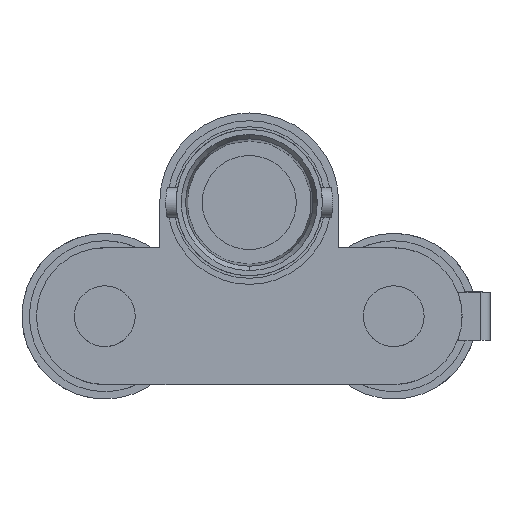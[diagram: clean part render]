
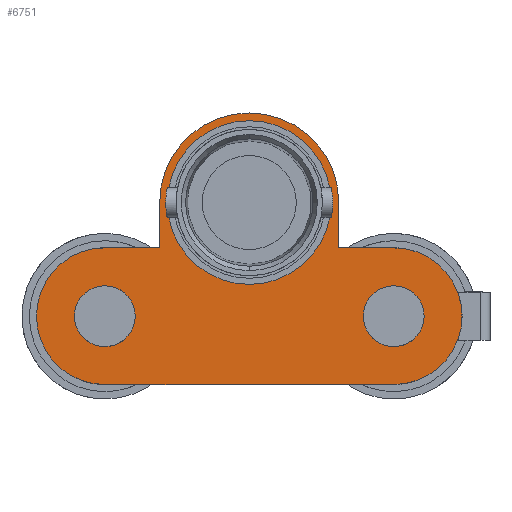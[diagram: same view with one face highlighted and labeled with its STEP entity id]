
A CAD part, front view. The second image highlights one B-rep face of the part: STEP entity #6751.
In plain terms, the highlighted planar face has unit normal (0, -1, 0).
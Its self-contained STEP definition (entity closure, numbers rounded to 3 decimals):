
#40 = CIRCLE ( 'NONE', #4765, 5.397 ) ;
#162 = CARTESIAN_POINT ( 'NONE',  ( -19.05, -10.795, -4.508 ) ) ;
#212 = VERTEX_POINT ( 'NONE', #4686 ) ;
#214 = VERTEX_POINT ( 'NONE', #8622 ) ;
#448 = VECTOR ( 'NONE', #11119, 1000. ) ;
#519 = DIRECTION ( 'NONE',  ( 0., 0., -1. ) ) ;
#524 = AXIS2_PLACEMENT_3D ( 'NONE', #9994, #3999, #1288 ) ;
#654 = EDGE_CURVE ( 'NONE', #214, #212, #8556, .T. ) ;
#869 = DIRECTION ( 'NONE',  ( 0., -1., 0. ) ) ;
#952 = DIRECTION ( 'NONE',  ( 0., -1., 0. ) ) ;
#1032 = VERTEX_POINT ( 'NONE', #5176 ) ;
#1050 = VERTEX_POINT ( 'NONE', #11107 ) ;
#1247 = AXIS2_PLACEMENT_3D ( 'NONE', #6944, #6743, #11709 ) ;
#1288 = DIRECTION ( 'NONE',  ( 0., 0., 1. ) ) ;
#1337 = EDGE_CURVE ( 'NONE', #4637, #10594, #1622, .T. ) ;
#1441 = ORIENTED_EDGE ( 'NONE', *, *, #5611, .F. ) ;
#1581 = DIRECTION ( 'NONE',  ( 0., 0., -1. ) ) ;
#1622 = LINE ( 'NONE', #9433, #3276 ) ;
#1694 = AXIS2_PLACEMENT_3D ( 'NONE', #7780, #12737, #6943 ) ;
#1718 = ORIENTED_EDGE ( 'NONE', *, *, #11144, .F. ) ;
#1755 = CARTESIAN_POINT ( 'NONE',  ( 0., -10.795, 4.508 ) ) ;
#1792 = CARTESIAN_POINT ( 'NONE',  ( -15.431, -10.795, 4.508 ) ) ;
#1951 = ORIENTED_EDGE ( 'NONE', *, *, #9090, .T. ) ;
#2003 = VECTOR ( 'NONE', #519, 1000. ) ;
#2013 = ORIENTED_EDGE ( 'NONE', *, *, #10916, .F. ) ;
#2048 = ORIENTED_EDGE ( 'NONE', *, *, #9265, .T. ) ;
#2137 = DIRECTION ( 'NONE',  ( 0., 0., 1. ) ) ;
#2310 = CIRCLE ( 'NONE', #1694, 2.007 ) ;
#2405 = DIRECTION ( 'NONE',  ( -1., 0., 0. ) ) ;
#2409 = EDGE_CURVE ( 'NONE', #10594, #1032, #3520, .T. ) ;
#2537 = ORIENTED_EDGE ( 'NONE', *, *, #2409, .F. ) ;
#2788 = AXIS2_PLACEMENT_3D ( 'NONE', #10222, #8405, #10284 ) ;
#2988 = AXIS2_PLACEMENT_3D ( 'NONE', #9019, #8046, #10828 ) ;
#3046 = EDGE_CURVE ( 'NONE', #9183, #8947, #40, .T. ) ;
#3141 = CARTESIAN_POINT ( 'NONE',  ( -9.525, -10.795, 12.89 ) ) ;
#3276 = VECTOR ( 'NONE', #2405, 1000. ) ;
#3303 = EDGE_CURVE ( 'NONE', #212, #4637, #5865, .T. ) ;
#3424 = EDGE_CURVE ( 'NONE', #8947, #9183, #10177, .T. ) ;
#3443 = EDGE_LOOP ( 'NONE', ( #5493, #2048, #1951, #4069, #1441, #2537, #6501, #5060 ) ) ;
#3481 = VECTOR ( 'NONE', #4875, 1000. ) ;
#3520 = CIRCLE ( 'NONE', #1247, 4.508 ) ;
#3523 = CARTESIAN_POINT ( 'NONE',  ( -3.62, -10.795, 7.493 ) ) ;
#3681 = CIRCLE ( 'NONE', #4297, 2.007 ) ;
#3740 = AXIS2_PLACEMENT_3D ( 'NONE', #9224, #7207, #5273 ) ;
#3783 = DIRECTION ( 'NONE',  ( 0., 0., -1. ) ) ;
#3999 = DIRECTION ( 'NONE',  ( 0., -1., 0. ) ) ;
#4004 = PLANE ( 'NONE',  #8172 ) ;
#4069 = ORIENTED_EDGE ( 'NONE', *, *, #6797, .T. ) ;
#4126 = DIRECTION ( 'NONE',  ( 0., 1., 0. ) ) ;
#4297 = AXIS2_PLACEMENT_3D ( 'NONE', #5439, #5500, #1581 ) ;
#4388 = EDGE_LOOP ( 'NONE', ( #6044, #9635 ) ) ;
#4436 = VECTOR ( 'NONE', #8459, 1000. ) ;
#4637 = VERTEX_POINT ( 'NONE', #7653 ) ;
#4686 = CARTESIAN_POINT ( 'NONE',  ( 0., -10.795, 4.508 ) ) ;
#4765 = AXIS2_PLACEMENT_3D ( 'NONE', #11806, #869, #6115 ) ;
#4875 = DIRECTION ( 'NONE',  ( 1., 0., 0. ) ) ;
#5060 = ORIENTED_EDGE ( 'NONE', *, *, #3303, .F. ) ;
#5176 = CARTESIAN_POINT ( 'NONE',  ( -19.05, -10.795, 4.508 ) ) ;
#5184 = EDGE_CURVE ( 'NONE', #1050, #7489, #8333, .T. ) ;
#5273 = DIRECTION ( 'NONE',  ( 0., 0., -1. ) ) ;
#5439 = CARTESIAN_POINT ( 'NONE',  ( 0., -10.795, 0. ) ) ;
#5493 = ORIENTED_EDGE ( 'NONE', *, *, #654, .F. ) ;
#5500 = DIRECTION ( 'NONE',  ( 0., -1., 0. ) ) ;
#5604 = ORIENTED_EDGE ( 'NONE', *, *, #3424, .F. ) ;
#5611 = EDGE_CURVE ( 'NONE', #1032, #9077, #6698, .T. ) ;
#5865 = CIRCLE ( 'NONE', #2988, 4.508 ) ;
#6044 = ORIENTED_EDGE ( 'NONE', *, *, #5184, .F. ) ;
#6115 = DIRECTION ( 'NONE',  ( 0., 0., 1. ) ) ;
#6368 = LINE ( 'NONE', #8311, #2003 ) ;
#6501 = ORIENTED_EDGE ( 'NONE', *, *, #1337, .F. ) ;
#6698 = LINE ( 'NONE', #1755, #4436 ) ;
#6743 = DIRECTION ( 'NONE',  ( 0., 1., 0. ) ) ;
#6751 = ADVANCED_FACE ( 'NONE', ( #10062, #7994, #8908, #6959 ), #4004, .F. ) ;
#6797 = EDGE_CURVE ( 'NONE', #11952, #9077, #6368, .T. ) ;
#6826 = VERTEX_POINT ( 'NONE', #8375 ) ;
#6943 = DIRECTION ( 'NONE',  ( 0., 0., -1. ) ) ;
#6944 = CARTESIAN_POINT ( 'NONE',  ( -19.05, -10.795, 0. ) ) ;
#6959 = FACE_BOUND ( 'NONE', #9005, .T. ) ;
#7207 = DIRECTION ( 'NONE',  ( 0., -1., 0. ) ) ;
#7489 = VERTEX_POINT ( 'NONE', #11353 ) ;
#7653 = CARTESIAN_POINT ( 'NONE',  ( 0., -10.795, -4.508 ) ) ;
#7780 = CARTESIAN_POINT ( 'NONE',  ( -19.05, -10.795, 0. ) ) ;
#7797 = CARTESIAN_POINT ( 'NONE',  ( -19.05, -10.795, 2.007 ) ) ;
#7994 = FACE_OUTER_BOUND ( 'NONE', #3443, .T. ) ;
#8046 = DIRECTION ( 'NONE',  ( 0., 1., 0. ) ) ;
#8172 = AXIS2_PLACEMENT_3D ( 'NONE', #11022, #4126, #2137 ) ;
#8311 = CARTESIAN_POINT ( 'NONE',  ( -15.431, -10.795, 7.493 ) ) ;
#8333 = CIRCLE ( 'NONE', #2788, 2.007 ) ;
#8375 = CARTESIAN_POINT ( 'NONE',  ( -19.05, -10.795, -2.007 ) ) ;
#8405 = DIRECTION ( 'NONE',  ( 0., -1., 0. ) ) ;
#8459 = DIRECTION ( 'NONE',  ( 1., 0., 0. ) ) ;
#8556 = LINE ( 'NONE', #9531, #3481 ) ;
#8573 = VERTEX_POINT ( 'NONE', #9764 ) ;
#8622 = CARTESIAN_POINT ( 'NONE',  ( -3.62, -10.795, 4.508 ) ) ;
#8684 = CARTESIAN_POINT ( 'NONE',  ( -9.525, -10.795, 7.493 ) ) ;
#8908 = FACE_BOUND ( 'NONE', #4388, .T. ) ;
#8947 = VERTEX_POINT ( 'NONE', #11200 ) ;
#9005 = EDGE_LOOP ( 'NONE', ( #2013, #1718 ) ) ;
#9019 = CARTESIAN_POINT ( 'NONE',  ( 0., -10.795, 0. ) ) ;
#9077 = VERTEX_POINT ( 'NONE', #1792 ) ;
#9090 = EDGE_CURVE ( 'NONE', #8573, #11952, #10333, .T. ) ;
#9183 = VERTEX_POINT ( 'NONE', #3141 ) ;
#9224 = CARTESIAN_POINT ( 'NONE',  ( -19.05, -10.795, 0. ) ) ;
#9232 = EDGE_LOOP ( 'NONE', ( #9392, #5604 ) ) ;
#9265 = EDGE_CURVE ( 'NONE', #214, #8573, #9454, .T. ) ;
#9392 = ORIENTED_EDGE ( 'NONE', *, *, #3046, .F. ) ;
#9433 = CARTESIAN_POINT ( 'NONE',  ( 0., -10.795, -4.508 ) ) ;
#9454 = LINE ( 'NONE', #3523, #448 ) ;
#9531 = CARTESIAN_POINT ( 'NONE',  ( 0., -10.795, 4.508 ) ) ;
#9556 = CARTESIAN_POINT ( 'NONE',  ( -15.431, -10.795, 7.493 ) ) ;
#9635 = ORIENTED_EDGE ( 'NONE', *, *, #12391, .F. ) ;
#9737 = VERTEX_POINT ( 'NONE', #7797 ) ;
#9764 = CARTESIAN_POINT ( 'NONE',  ( -3.62, -10.795, 7.493 ) ) ;
#9994 = CARTESIAN_POINT ( 'NONE',  ( -9.525, -10.795, 7.493 ) ) ;
#10062 = FACE_BOUND ( 'NONE', #9232, .T. ) ;
#10177 = CIRCLE ( 'NONE', #524, 5.397 ) ;
#10222 = CARTESIAN_POINT ( 'NONE',  ( 0., -10.795, 0. ) ) ;
#10284 = DIRECTION ( 'NONE',  ( 0., 0., -1. ) ) ;
#10333 = CIRCLE ( 'NONE', #11134, 5.905 ) ;
#10534 = CIRCLE ( 'NONE', #3740, 2.007 ) ;
#10594 = VERTEX_POINT ( 'NONE', #162 ) ;
#10828 = DIRECTION ( 'NONE',  ( 0., 0., -1. ) ) ;
#10916 = EDGE_CURVE ( 'NONE', #6826, #9737, #10534, .T. ) ;
#11022 = CARTESIAN_POINT ( 'NONE',  ( 0., -10.795, 0. ) ) ;
#11107 = CARTESIAN_POINT ( 'NONE',  ( 0., -10.795, -2.007 ) ) ;
#11119 = DIRECTION ( 'NONE',  ( 0., 0., 1. ) ) ;
#11134 = AXIS2_PLACEMENT_3D ( 'NONE', #8684, #952, #3783 ) ;
#11144 = EDGE_CURVE ( 'NONE', #9737, #6826, #2310, .T. ) ;
#11200 = CARTESIAN_POINT ( 'NONE',  ( -9.525, -10.795, 2.096 ) ) ;
#11353 = CARTESIAN_POINT ( 'NONE',  ( 0., -10.795, 2.007 ) ) ;
#11709 = DIRECTION ( 'NONE',  ( 0., 0., -1. ) ) ;
#11806 = CARTESIAN_POINT ( 'NONE',  ( -9.525, -10.795, 7.493 ) ) ;
#11952 = VERTEX_POINT ( 'NONE', #9556 ) ;
#12391 = EDGE_CURVE ( 'NONE', #7489, #1050, #3681, .T. ) ;
#12737 = DIRECTION ( 'NONE',  ( 0., -1., 0. ) ) ;
